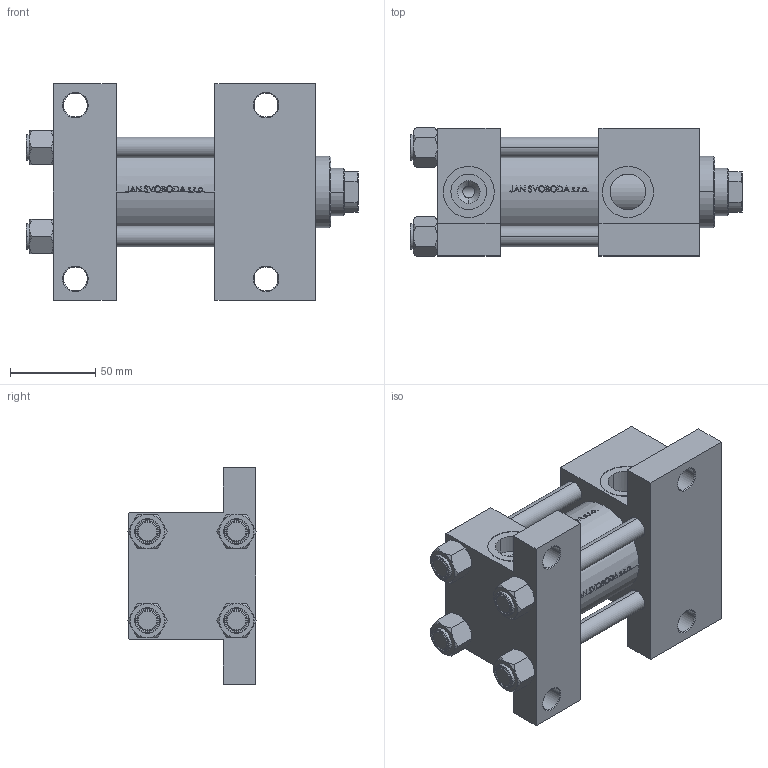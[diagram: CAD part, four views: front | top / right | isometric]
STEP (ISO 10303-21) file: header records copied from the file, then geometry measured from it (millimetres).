
FILE_DESCRIPTION (( 'STEP AP203' ), '1' );
FILE_NAME ('adc3.STEP', '2022-05-13T12:41:45', ( '' ), ( '' ), 'SwSTEP 2.0', 'SolidWorks 2019', '' );
FILE_SCHEMA (( 'CONFIG_CONTROL_DESIGN' ));
Length unit declared in the file: millimetre
Products named in the file (6): V215_VC_A 6e752f575f14146d1dc19498e2098082; V215CR_VCP_G 6e752f575f14146d1dc19498e2098082; adc3; V215CR_G_TYCINKA 6e752f575f14146d1dc19498e2098082; NUT_M5_G 6e752f575f14146d1dc19498e2098082; V215CR_G_Body 6e752f575f14146d1dc19498e2098082
Assembly tree (15 placements, depth 2):
  adc3
    V215CR_G_Body 6e752f575f14146d1dc19498e2098082
    V215CR_VCP_G 6e752f575f14146d1dc19498e2098082
    V215CR_G_TYCINKA 6e752f575f14146d1dc19498e2098082  x6
    NUT_M5_G 6e752f575f14146d1dc19498e2098082  x6
    V215_VC_A 6e752f575f14146d1dc19498e2098082
Bounding box: 195 x 75.54 x 127 mm (x, y, z)
Volume: 798345.1 mm3; surface area: 177095.1 mm2
Topology: 15 solids, 15 shells, 1169 faces, 2914 edges, 1859 vertices
Faces by surface type: plane 452, bspline 380, cone 188, cylinder 137, torus 12
Entity records: 47534 total; most frequent: CARTESIAN_POINT 25869, ORIENTED_EDGE 4984, DIRECTION 3040, EDGE_CURVE 2492, VERTEX_POINT 1619, VECTOR 1292, LINE 1292, EDGE_LOOP 1069
